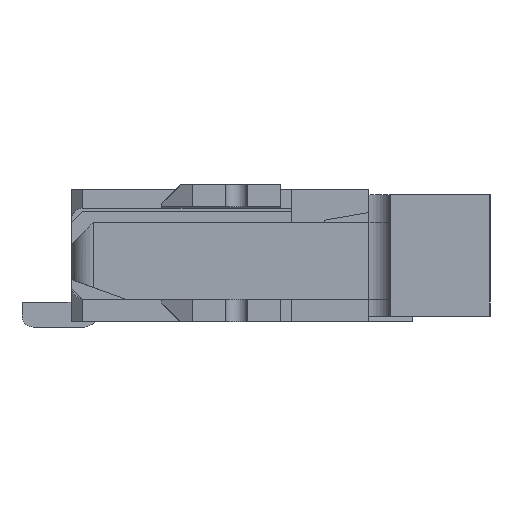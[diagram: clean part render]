
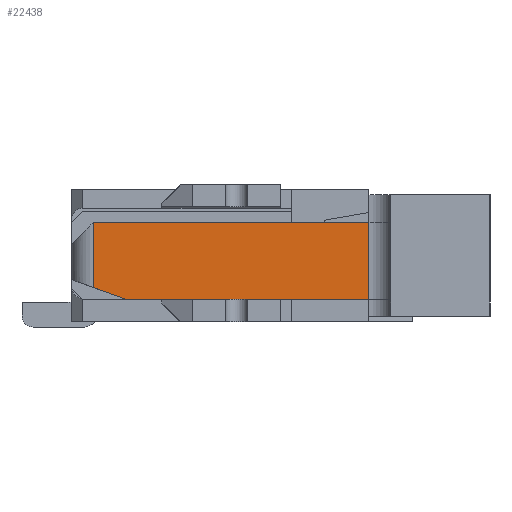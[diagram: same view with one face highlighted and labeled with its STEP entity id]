
A CAD part, left-side view. The second image highlights one B-rep face of the part: STEP entity #22438.
In plain terms, the highlighted planar face has unit normal (-1, 0, 0).
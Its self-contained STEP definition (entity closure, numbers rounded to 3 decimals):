
#6590=ORIENTED_EDGE('',*,*,#10273,.F.);
#6591=ORIENTED_EDGE('',*,*,#10283,.T.);
#6592=ORIENTED_EDGE('',*,*,#10284,.T.);
#6593=ORIENTED_EDGE('',*,*,#10282,.T.);
#6594=ORIENTED_EDGE('',*,*,#10285,.T.);
#10273=EDGE_CURVE('',#12553,#12554,#15415,.T.);
#10282=EDGE_CURVE('',#12557,#12559,#15422,.T.);
#10283=EDGE_CURVE('',#12553,#12560,#15423,.F.);
#10284=EDGE_CURVE('',#12560,#12557,#15424,.T.);
#10285=EDGE_CURVE('',#12559,#12554,#15425,.T.);
#12553=VERTEX_POINT('',#35698);
#12554=VERTEX_POINT('',#35700);
#12557=VERTEX_POINT('',#35711);
#12559=VERTEX_POINT('',#35715);
#12560=VERTEX_POINT('',#35719);
#15415=LINE('',#35699,#18320);
#15422=LINE('',#35716,#18327);
#15423=LINE('',#35718,#18328);
#15424=LINE('',#35720,#18329);
#15425=LINE('',#35721,#18330);
#18320=VECTOR('',#29145,1000.);
#18327=VECTOR('',#29160,1000.);
#18328=VECTOR('',#29163,1000.);
#18329=VECTOR('',#29164,1000.);
#18330=VECTOR('',#29165,1000.);
#19501=EDGE_LOOP('',(#6590,#6591,#6592,#6593,#6594));
#20546=FACE_BOUND('',#19501,.T.);
#21442=PLANE('',#23847);
#22438=ADVANCED_FACE('',(#20546),#21442,.F.);
#23847=AXIS2_PLACEMENT_3D('',#35717,#29161,#29162);
#29145=DIRECTION('',(0.,1.,0.));
#29160=DIRECTION('',(0.,1.,0.));
#29161=DIRECTION('',(1.,0.,0.));
#29162=DIRECTION('',(0.,0.,-1.));
#29163=DIRECTION('',(0.,0.,-1.));
#29164=DIRECTION('',(0.,0.94,0.342));
#29165=DIRECTION('',(0.,0.,-1.));
#35698=CARTESIAN_POINT('',(-9.65,-3.15,-0.3));
#35699=CARTESIAN_POINT('',(-9.65,-3.35,-0.3));
#35700=CARTESIAN_POINT('',(-9.65,-0.65,-0.3));
#35711=CARTESIAN_POINT('',(-9.65,-2.85,0.4));
#35715=CARTESIAN_POINT('',(-9.65,-0.65,0.4));
#35716=CARTESIAN_POINT('',(-9.65,-3.35,0.4));
#35717=CARTESIAN_POINT('',(-9.65,-3.35,0.4));
#35718=CARTESIAN_POINT('',(-9.65,-3.15,0.218));
#35719=CARTESIAN_POINT('',(-9.65,-3.15,0.291));
#35720=CARTESIAN_POINT('',(-9.65,-3.35,0.218));
#35721=CARTESIAN_POINT('',(-9.65,-0.65,0.4));
